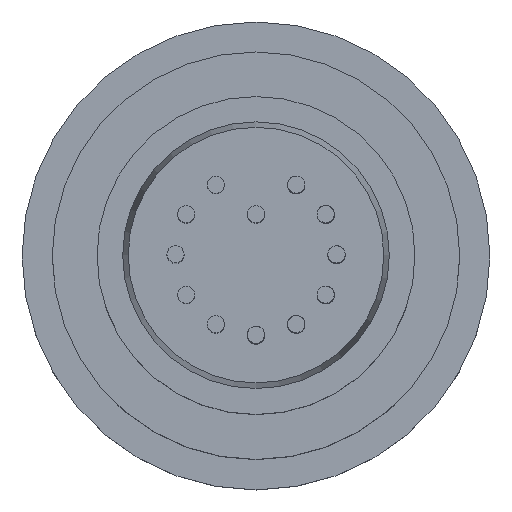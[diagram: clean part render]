
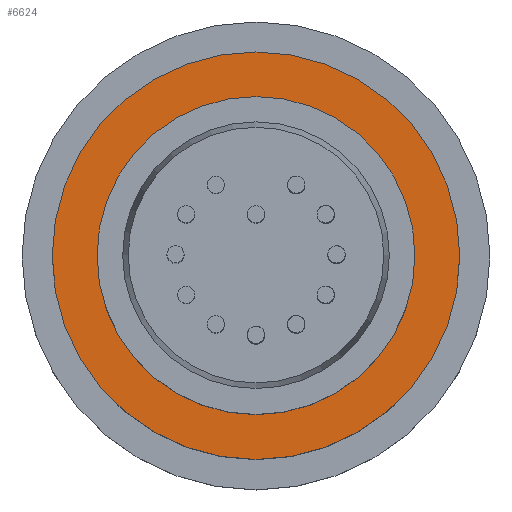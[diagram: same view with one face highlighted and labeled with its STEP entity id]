
A CAD part, top view. The second image highlights one B-rep face of the part: STEP entity #6624.
In plain terms, the highlighted planar face has unit normal (0, 0, 1).
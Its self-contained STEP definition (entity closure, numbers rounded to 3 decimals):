
#151=FACE_BOUND($,#1575,.T.);
#152=FACE_BOUND($,#1576,.T.);
#249=CIRCLE($,#6958,15.8);
#250=CIRCLE($,#6960,20.25);
#1575=EDGE_LOOP($,(#5749));
#1576=EDGE_LOOP($,(#5750));
#3153=VERTEX_POINT($,#16834);
#3154=VERTEX_POINT($,#16837);
#4018=EDGE_CURVE($,#3153,#3153,#249,.T.);
#4019=EDGE_CURVE($,#3154,#3154,#250,.T.);
#5749=ORIENTED_EDGE($,*,*,#4018,.T.);
#5750=ORIENTED_EDGE($,*,*,#4019,.F.);
#5930=PLANE($,#6962);
#6624=ADVANCED_FACE($,(#151,#152),#5930,.F.);
#6958=AXIS2_PLACEMENT_3D($,#16835,#8111,#8112);
#6960=AXIS2_PLACEMENT_3D($,#16838,#8115,#8116);
#6962=AXIS2_PLACEMENT_3D($,#16841,#8119,#8120);
#8111=DIRECTION('center_axis',(0.,0.,-1.));
#8112=DIRECTION('ref_axis',(-1.,0.,0.));
#8115=DIRECTION('center_axis',(0.,0.,-1.));
#8116=DIRECTION('ref_axis',(-1.,0.,0.));
#8119=DIRECTION('center_axis',(0.,0.,-1.));
#8120=DIRECTION('ref_axis',(-1.,0.,0.));
#16834=CARTESIAN_POINT('',(15.8,0.,29.));
#16835=CARTESIAN_POINT('Origin',(0.,0.,29.));
#16837=CARTESIAN_POINT('',(20.25,0.,29.));
#16838=CARTESIAN_POINT('Origin',(0.,0.,29.));
#16841=CARTESIAN_POINT('Origin',(0.,0.,29.));
